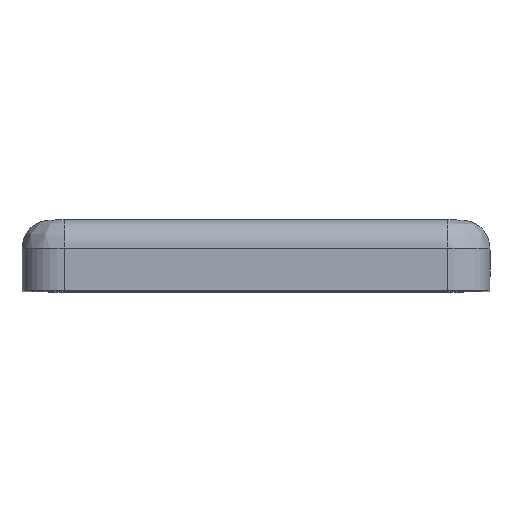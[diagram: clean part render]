
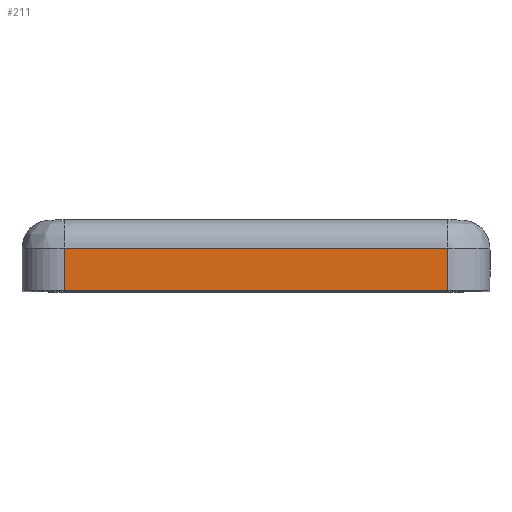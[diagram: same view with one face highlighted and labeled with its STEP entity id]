
A CAD part, top view. The second image highlights one B-rep face of the part: STEP entity #211.
In plain terms, the highlighted planar face has unit normal (0, 0, 1).
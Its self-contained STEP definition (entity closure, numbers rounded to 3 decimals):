
#211 = ADVANCED_FACE( 'NONE', ( #442 ), #443, .T. );
#442 = FACE_OUTER_BOUND( '', #855, .T. );
#443 = PLANE( '', #856 );
#855 = EDGE_LOOP( '', ( #1405, #1406, #1407, #1408 ) );
#856 = AXIS2_PLACEMENT_3D( '', #1409, #1410, #1411 );
#1405 = ORIENTED_EDGE( '', *, *, #1726, .F. );
#1406 = ORIENTED_EDGE( '', *, *, #1642, .F. );
#1407 = ORIENTED_EDGE( '', *, *, #1716, .T. );
#1408 = ORIENTED_EDGE( '', *, *, #1555, .T. );
#1409 = CARTESIAN_POINT( '', ( 6.8, 0., 16.05 ) );
#1410 = DIRECTION( '', ( 0., 0., 1. ) );
#1411 = DIRECTION( '', ( 1., 0., 0. ) );
#1555 = EDGE_CURVE( 'NONE', #1850, #1848, #1851, .T. );
#1642 = EDGE_CURVE( 'NONE', #1983, #1980, #1985, .T. );
#1716 = EDGE_CURVE( 'NONE', #1983, #1850, #2075, .T. );
#1726 = EDGE_CURVE( 'NONE', #1980, #1848, #2087, .T. );
#1848 = VERTEX_POINT( 'NONE', #2232 );
#1850 = VERTEX_POINT( 'NONE', #2234 );
#1851 = LINE( '', #2235, #2236 );
#1980 = VERTEX_POINT( 'NONE', #2396 );
#1983 = VERTEX_POINT( 'NONE', #2400 );
#1985 = LINE( '', #2402, #2403 );
#2075 = LINE( '', #2517, #2518 );
#2087 = LINE( '', #2531, #2532 );
#2232 = CARTESIAN_POINT( '', ( -6.8, -2.5, 16.05 ) );
#2234 = CARTESIAN_POINT( '', ( -6.8, -1., 16.05 ) );
#2235 = CARTESIAN_POINT( '', ( -6.8, 0., 16.05 ) );
#2236 = VECTOR( '', #2663, 1000. );
#2396 = CARTESIAN_POINT( '', ( 6.8, -2.5, 16.05 ) );
#2400 = CARTESIAN_POINT( '', ( 6.8, -1., 16.05 ) );
#2402 = CARTESIAN_POINT( '', ( 6.8, 0., 16.05 ) );
#2403 = VECTOR( '', #2807, 1000. );
#2517 = CARTESIAN_POINT( '', ( 6.8, -1., 16.05 ) );
#2518 = VECTOR( '', #2889, 1000. );
#2531 = CARTESIAN_POINT( '', ( 6.8, -2.5, 16.05 ) );
#2532 = VECTOR( '', #2897, 1000. );
#2663 = DIRECTION( '', ( 0., -1., 0. ) );
#2807 = DIRECTION( '', ( 0., -1., 0. ) );
#2889 = DIRECTION( '', ( -1., 0., 0. ) );
#2897 = DIRECTION( '', ( -1., 0., 0. ) );
